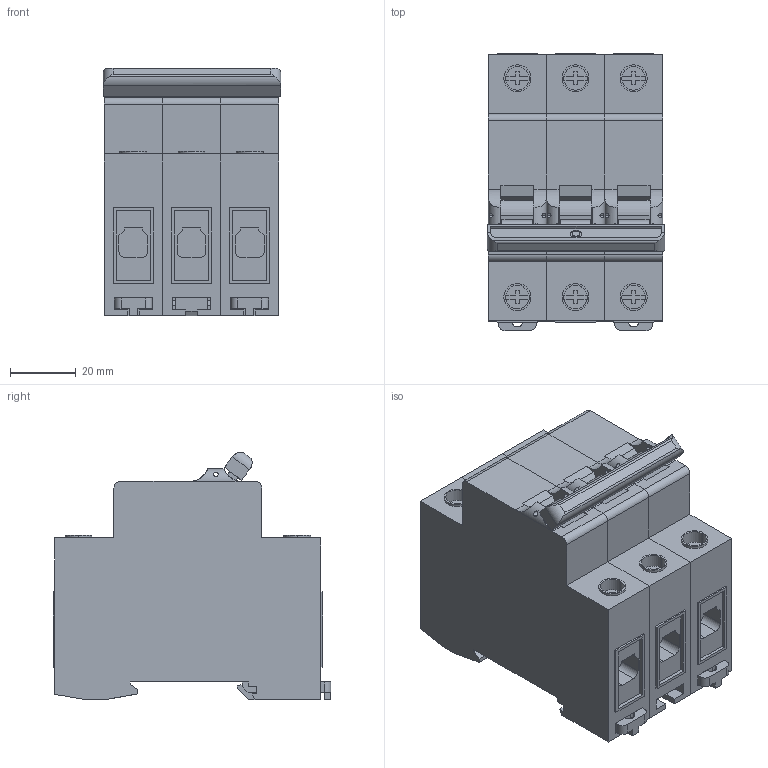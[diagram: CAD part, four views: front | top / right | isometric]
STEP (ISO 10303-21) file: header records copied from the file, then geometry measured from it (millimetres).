
FILE_DESCRIPTION (( 'STEP AP214' ), '1' );
FILE_NAME ('DISJUNTOR 1P3 EASY9.STEP', '2019-11-12T20:51:47', ( '' ), ( '' ), 'SwSTEP 2.0', 'SolidWorks 2019', '' );
FILE_SCHEMA (( 'AUTOMOTIVE_DESIGN' ));
Length unit declared in the file: millimetre
Products named in the file (1): DISJUNTOR 1P3 EASY9
Bounding box: 54 x 84.5 x 75.44 mm (x, y, z)
Volume: 233835.7 mm3; surface area: 58879.2 mm2
Topology: 15 solids, 15 shells, 751 faces, 2012 edges, 1336 vertices
Faces by surface type: plane 581, cylinder 170
Entity records: 32217 total; most frequent: CARTESIAN_POINT 4748, ORIENTED_EDGE 4024, DIRECTION 3778, EDGE_CURVE 2012, VECTOR 1646, LINE 1646, VERTEX_POINT 1336, AXIS2_PLACEMENT_3D 1066
